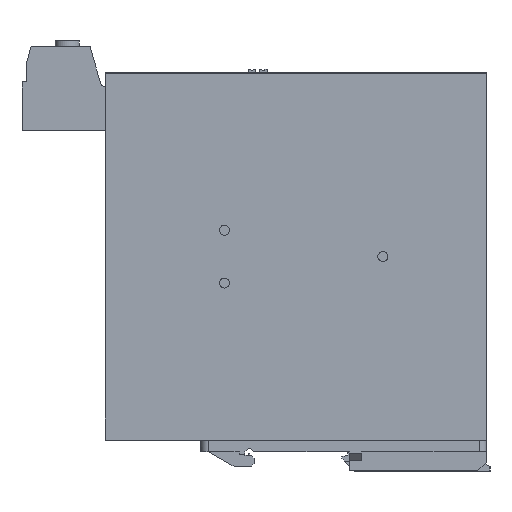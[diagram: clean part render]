
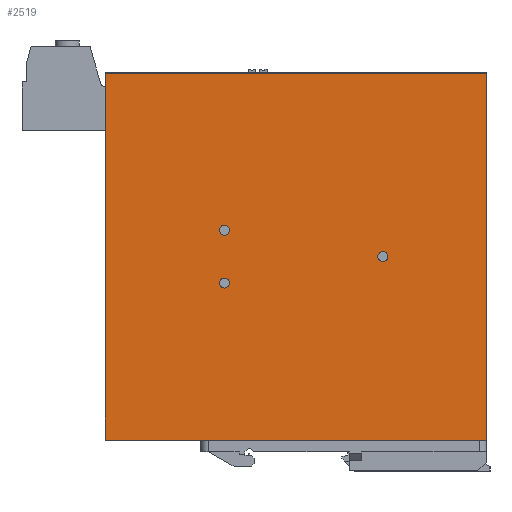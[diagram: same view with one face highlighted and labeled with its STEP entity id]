
A CAD part, left-side view. The second image highlights one B-rep face of the part: STEP entity #2519.
In plain terms, the highlighted planar face has unit normal (-1, 0, 0).
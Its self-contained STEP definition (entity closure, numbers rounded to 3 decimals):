
#2438=AXIS2_PLACEMENT_3D('Plane Axis2P3D',#2435,#2436,#2437) ;
#2467=AXIS2_PLACEMENT_3D('Circle Axis2P3D',#2465,#2466,$) ;
#2476=AXIS2_PLACEMENT_3D('Circle Axis2P3D',#2474,#2475,$) ;
#2485=AXIS2_PLACEMENT_3D('Circle Axis2P3D',#2483,#2484,$) ;
#2494=AXIS2_PLACEMENT_3D('Circle Axis2P3D',#2492,#2493,$) ;
#2503=AXIS2_PLACEMENT_3D('Circle Axis2P3D',#2501,#2502,$) ;
#2512=AXIS2_PLACEMENT_3D('Circle Axis2P3D',#2510,#2511,$) ;
#36=CARTESIAN_POINT('Line Origine',(0.,131.2,73.15)) ;
#40=CARTESIAN_POINT('Vertex',(0.,131.2,10.65)) ;
#42=CARTESIAN_POINT('Vertex',(0.,131.2,135.65)) ;
#2435=CARTESIAN_POINT('Axis2P3D Location',(0.,131.2,120.65)) ;
#2440=CARTESIAN_POINT('Line Origine',(0.,66.2,135.65)) ;
#2444=CARTESIAN_POINT('Vertex',(0.,1.2,135.65)) ;
#2447=CARTESIAN_POINT('Line Origine',(0.,66.2,10.65)) ;
#2451=CARTESIAN_POINT('Vertex',(0.,1.2,10.65)) ;
#2454=CARTESIAN_POINT('Line Origine',(0.,1.2,73.15)) ;
#2465=CARTESIAN_POINT('Axis2P3D Location',(0.,36.5,73.15)) ;
#2469=CARTESIAN_POINT('Vertex',(0.,38.2,73.15)) ;
#2471=CARTESIAN_POINT('Vertex',(0.,34.8,73.15)) ;
#2474=CARTESIAN_POINT('Axis2P3D Location',(0.,36.5,73.15)) ;
#2483=CARTESIAN_POINT('Axis2P3D Location',(0.,90.5,64.15)) ;
#2487=CARTESIAN_POINT('Vertex',(0.,92.2,64.15)) ;
#2489=CARTESIAN_POINT('Vertex',(0.,88.8,64.15)) ;
#2492=CARTESIAN_POINT('Axis2P3D Location',(0.,90.5,64.15)) ;
#2501=CARTESIAN_POINT('Axis2P3D Location',(0.,90.5,82.15)) ;
#2505=CARTESIAN_POINT('Vertex',(0.,92.2,82.15)) ;
#2507=CARTESIAN_POINT('Vertex',(0.,88.8,82.15)) ;
#2510=CARTESIAN_POINT('Axis2P3D Location',(0.,90.5,82.15)) ;
#37=DIRECTION('Vector Direction',(0.,0.,1.)) ;
#2436=DIRECTION('Axis2P3D Direction',(-1.,0.,0.)) ;
#2437=DIRECTION('Axis2P3D XDirection',(0.,-1.,0.)) ;
#2441=DIRECTION('Vector Direction',(0.,-1.,0.)) ;
#2448=DIRECTION('Vector Direction',(0.,1.,0.)) ;
#2455=DIRECTION('Vector Direction',(0.,0.,1.)) ;
#2466=DIRECTION('Axis2P3D Direction',(-1.,0.,0.)) ;
#2475=DIRECTION('Axis2P3D Direction',(-1.,0.,0.)) ;
#2484=DIRECTION('Axis2P3D Direction',(-1.,0.,0.)) ;
#2493=DIRECTION('Axis2P3D Direction',(-1.,0.,0.)) ;
#2502=DIRECTION('Axis2P3D Direction',(-1.,0.,0.)) ;
#2511=DIRECTION('Axis2P3D Direction',(-1.,0.,0.)) ;
#38=VECTOR('Line Direction',#37,1.) ;
#2442=VECTOR('Line Direction',#2441,1.) ;
#2449=VECTOR('Line Direction',#2448,1.) ;
#2456=VECTOR('Line Direction',#2455,1.) ;
#2460=ORIENTED_EDGE('',*,*,#2446,.F.) ;
#2461=ORIENTED_EDGE('',*,*,#44,.F.) ;
#2462=ORIENTED_EDGE('',*,*,#2453,.F.) ;
#2463=ORIENTED_EDGE('',*,*,#2458,.F.) ;
#2480=ORIENTED_EDGE('',*,*,#2473,.F.) ;
#2481=ORIENTED_EDGE('',*,*,#2478,.F.) ;
#2498=ORIENTED_EDGE('',*,*,#2491,.F.) ;
#2499=ORIENTED_EDGE('',*,*,#2496,.F.) ;
#2516=ORIENTED_EDGE('',*,*,#2509,.F.) ;
#2517=ORIENTED_EDGE('',*,*,#2514,.F.) ;
#2482=FACE_BOUND('',#2479,.T.) ;
#2500=FACE_BOUND('',#2497,.T.) ;
#2518=FACE_BOUND('',#2515,.T.) ;
#2519=ADVANCED_FACE('GEHAEUSE',(#2464,#2482,#2500,#2518),#2439,.T.) ;
#2468=CIRCLE('generated circle',#2467,1.7) ;
#2477=CIRCLE('generated circle',#2476,1.7) ;
#2486=CIRCLE('generated circle',#2485,1.7) ;
#2495=CIRCLE('generated circle',#2494,1.7) ;
#2504=CIRCLE('generated circle',#2503,1.7) ;
#2513=CIRCLE('generated circle',#2512,1.7) ;
#44=EDGE_CURVE('',#41,#43,#39,.T.) ;
#2446=EDGE_CURVE('',#43,#2445,#2443,.T.) ;
#2453=EDGE_CURVE('',#2452,#41,#2450,.T.) ;
#2458=EDGE_CURVE('',#2445,#2452,#2457,.F.) ;
#2473=EDGE_CURVE('',#2470,#2472,#2468,.T.) ;
#2478=EDGE_CURVE('',#2472,#2470,#2477,.T.) ;
#2491=EDGE_CURVE('',#2488,#2490,#2486,.T.) ;
#2496=EDGE_CURVE('',#2490,#2488,#2495,.T.) ;
#2509=EDGE_CURVE('',#2506,#2508,#2504,.T.) ;
#2514=EDGE_CURVE('',#2508,#2506,#2513,.T.) ;
#2459=EDGE_LOOP('',(#2460,#2461,#2462,#2463)) ;
#2479=EDGE_LOOP('',(#2480,#2481)) ;
#2497=EDGE_LOOP('',(#2498,#2499)) ;
#2515=EDGE_LOOP('',(#2516,#2517)) ;
#2464=FACE_OUTER_BOUND('',#2459,.T.) ;
#39=LINE('Line',#36,#38) ;
#2443=LINE('Line',#2440,#2442) ;
#2450=LINE('Line',#2447,#2449) ;
#2457=LINE('Line',#2454,#2456) ;
#2439=PLANE('',#2438) ;
#41=VERTEX_POINT('',#40) ;
#43=VERTEX_POINT('',#42) ;
#2445=VERTEX_POINT('',#2444) ;
#2452=VERTEX_POINT('',#2451) ;
#2470=VERTEX_POINT('',#2469) ;
#2472=VERTEX_POINT('',#2471) ;
#2488=VERTEX_POINT('',#2487) ;
#2490=VERTEX_POINT('',#2489) ;
#2506=VERTEX_POINT('',#2505) ;
#2508=VERTEX_POINT('',#2507) ;
